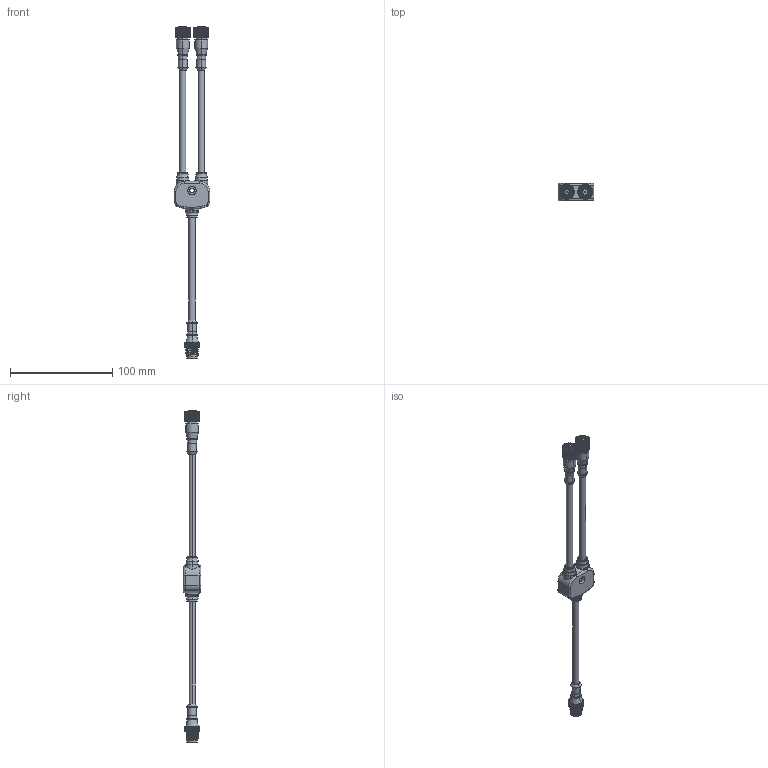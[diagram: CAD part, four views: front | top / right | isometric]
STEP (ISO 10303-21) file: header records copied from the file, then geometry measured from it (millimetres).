
FILE_DESCRIPTION((''),'2;1');
FILE_NAME('215959_ASM','2019-12-30T09:06:04',('PDMAdmin'),('BANNER ENGINEERING'),'CREO PARAMETRIC BY PTC INC, 2019292','CREO PARAMETRIC BY PTC INC, 2019292','');
FILE_SCHEMA(('CONFIG_CONTROL_DESIGN'));
Products named in the file (14): 143080; CABLE_600; 133273; 122359; 122360; 133401_ASM; 122361; 134203; 134573; 306-00194; 134577_ASM; 134568; 73252_ASM; 215959_ASM
Assembly tree (32 placements, depth 4):
  215959_ASM
    73252_ASM
      143080
      CABLE_600  x3
      133273
      133401_ASM
        122359
        122360  x8
      122361
      134203  x2
      134577_ASM  x2
        134573
        306-00194
      134568  x2
Bounding box: 35 x 17.2 x 324.6 mm (x, y, z)
Volume: 34858.5 mm3; surface area: 26095.7 mm2
Topology: 37 solids, 37 shells, 10591 faces, 23068 edges, 12642 vertices
Faces by surface type: bspline 6474, cylinder 2427, plane 1435, torus 134, cone 102, sphere 16, revolution 2, extrusion 1
Entity records: 305292 total; most frequent: CARTESIAN_POINT 208719, ORIENTED_EDGE 25878, EDGE_CURVE 12939, B_SPLINE_CURVE_WITH_KNOTS 10053, DIRECTION 8343, VERTEX_POINT 7082, EDGE_LOOP 6051, FACE_OUTER_BOUND 5944
